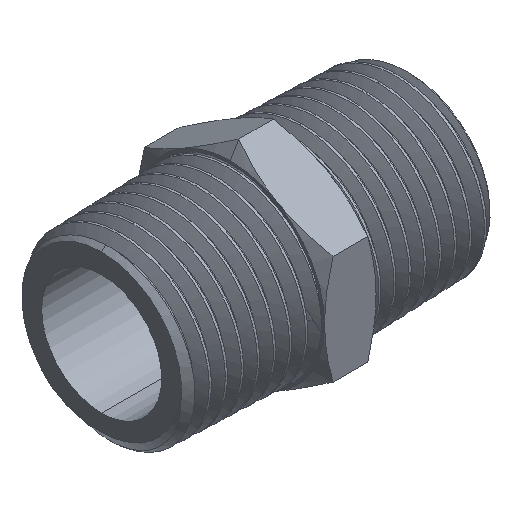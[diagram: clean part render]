
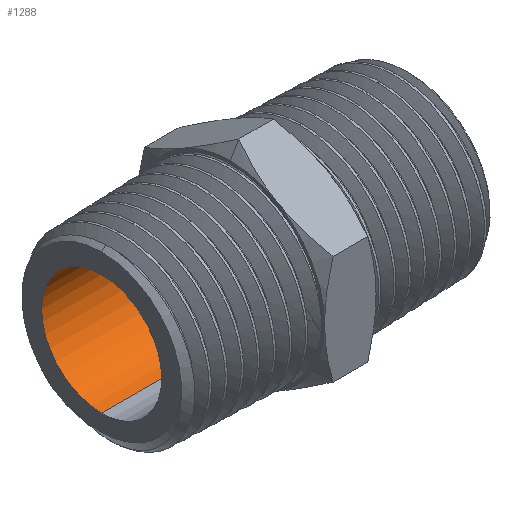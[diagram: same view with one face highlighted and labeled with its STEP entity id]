
A CAD part, isometric view. The second image highlights one B-rep face of the part: STEP entity #1288.
In plain terms, the highlighted cylindrical face has radius 7 mm (diameter 14 mm), a partial arc.
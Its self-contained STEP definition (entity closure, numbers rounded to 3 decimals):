
#40=CYLINDRICAL_SURFACE('',#1380,7.);
#77=CIRCLE('',#1381,7.);
#78=CIRCLE('',#1382,7.);
#138=FACE_OUTER_BOUND('',#216,.T.);
#216=EDGE_LOOP('',(#945,#946,#947,#948));
#298=LINE('',#4739,#348);
#299=LINE('',#4742,#349);
#348=VECTOR('',#1584,1000.);
#349=VECTOR('',#1587,1000.);
#545=VERTEX_POINT('',#4735);
#546=VERTEX_POINT('',#4736);
#547=VERTEX_POINT('',#4738);
#548=VERTEX_POINT('',#4740);
#708=EDGE_CURVE('',#545,#546,#77,.T.);
#709=EDGE_CURVE('',#545,#547,#298,.T.);
#710=EDGE_CURVE('',#547,#548,#78,.T.);
#711=EDGE_CURVE('',#546,#548,#299,.T.);
#945=ORIENTED_EDGE('',*,*,#708,.F.);
#946=ORIENTED_EDGE('',*,*,#709,.T.);
#947=ORIENTED_EDGE('',*,*,#710,.T.);
#948=ORIENTED_EDGE('',*,*,#711,.F.);
#1288=ADVANCED_FACE('',(#138),#40,.F.);
#1380=AXIS2_PLACEMENT_3D('',#4734,#1580,#1581);
#1381=AXIS2_PLACEMENT_3D('',#4737,#1582,#1583);
#1382=AXIS2_PLACEMENT_3D('',#4741,#1585,#1586);
#1580=DIRECTION('center_axis',(0.,0.,
-1.));
#1581=DIRECTION('ref_axis',(0.,-1.,0.));
#1582=DIRECTION('center_axis',(0.,0.,
-1.));
#1583=DIRECTION('ref_axis',(0.,-1.,0.));
#1584=DIRECTION('',(0.,0.,-1.));
#1585=DIRECTION('center_axis',(0.,0.,
-1.));
#1586=DIRECTION('ref_axis',(0.,-1.,0.));
#1587=DIRECTION('',(0.,0.,-1.));
#4734=CARTESIAN_POINT('Origin',(0.,0.,
0.));
#4735=CARTESIAN_POINT('',(0.,7.,36.));
#4736=CARTESIAN_POINT('',(0.,-7.,36.));
#4737=CARTESIAN_POINT('Origin',(0.,0.,
36.));
#4738=CARTESIAN_POINT('',(0.,7.,0.));
#4739=CARTESIAN_POINT('',(0.,7.,0.));
#4740=CARTESIAN_POINT('',(0.,-7.,0.));
#4741=CARTESIAN_POINT('Origin',(0.,0.,
0.));
#4742=CARTESIAN_POINT('',(0.,-7.,0.));
